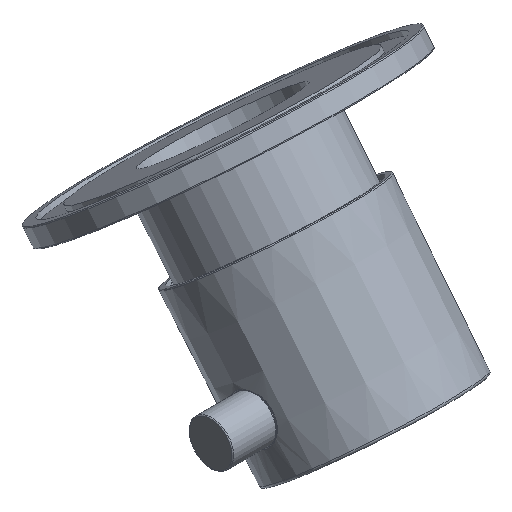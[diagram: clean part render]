
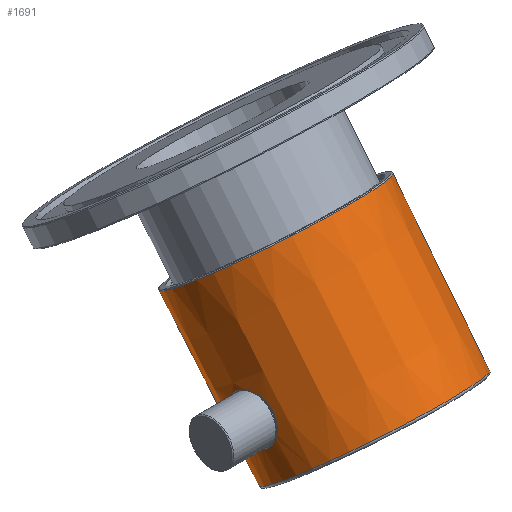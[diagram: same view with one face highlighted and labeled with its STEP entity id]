
A CAD part, isometric view. The second image highlights one B-rep face of the part: STEP entity #1691.
In plain terms, the highlighted conical face has half-angle 0.5 degrees and reference radius 0 mm.
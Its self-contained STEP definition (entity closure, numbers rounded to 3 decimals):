
#29=CONICAL_SURFACE('',#1835,0.,0.009);
#130=B_SPLINE_CURVE_WITH_KNOTS('',3,(#2956,#2957,#2958,#2959,#2960,#2961,
#2962),.UNSPECIFIED.,.F.,.F.,(4,1,1,1,4),(0.,0.002,0.003,
0.005,0.006),.UNSPECIFIED.);
#131=B_SPLINE_CURVE_WITH_KNOTS('',3,(#2965,#2966,#2967,#2968,#2969,#2970,
#2971),.UNSPECIFIED.,.F.,.F.,(4,1,1,1,4),(0.029,0.031,
0.034,0.036,0.039),.UNSPECIFIED.);
#132=B_SPLINE_CURVE_WITH_KNOTS('',3,(#2973,#2974,#2975,#2976,#2977,#2978),
 .UNSPECIFIED.,.F.,.F.,(4,1,1,4),(0.,0.003,0.005,
0.006),.UNSPECIFIED.);
#133=B_SPLINE_CURVE_WITH_KNOTS('',3,(#2980,#2981,#2982,#2983,#2984,#2985,
#2986),.UNSPECIFIED.,.F.,.F.,(4,1,1,1,4),(0.011,0.014,
0.017,0.02,0.022),.UNSPECIFIED.);
#404=ORIENTED_EDGE('',*,*,#673,.T.);
#405=ORIENTED_EDGE('',*,*,#674,.T.);
#406=ORIENTED_EDGE('',*,*,#675,.T.);
#407=ORIENTED_EDGE('',*,*,#676,.T.);
#408=ORIENTED_EDGE('',*,*,#677,.T.);
#409=ORIENTED_EDGE('',*,*,#678,.F.);
#673=EDGE_CURVE('',#825,#826,#130,.T.);
#674=EDGE_CURVE('',#826,#827,#131,.T.);
#675=EDGE_CURVE('',#827,#828,#132,.T.);
#676=EDGE_CURVE('',#828,#825,#133,.T.);
#677=EDGE_CURVE('',#829,#829,#927,.T.);
#678=EDGE_CURVE('',#830,#830,#928,.F.);
#825=VERTEX_POINT('',#2963);
#826=VERTEX_POINT('',#2964);
#827=VERTEX_POINT('',#2972);
#828=VERTEX_POINT('',#2979);
#829=VERTEX_POINT('',#2988);
#830=VERTEX_POINT('',#2990);
#927=CIRCLE('',#1836,20.998);
#928=CIRCLE('',#1837,20.69);
#1056=EDGE_LOOP('',(#404,#405,#406,#407));
#1057=EDGE_LOOP('',(#408));
#1058=EDGE_LOOP('',(#409));
#1226=FACE_BOUND('',#1056,.T.);
#1227=FACE_BOUND('',#1057,.T.);
#1228=FACE_BOUND('',#1058,.T.);
#1691=ADVANCED_FACE('',(#1226,#1227,#1228),#29,.T.);
#1835=AXIS2_PLACEMENT_3D('',#2955,#2125,#2126);
#1836=AXIS2_PLACEMENT_3D('',#2987,#2127,#2128);
#1837=AXIS2_PLACEMENT_3D('',#2989,#2129,#2130);
#2125=DIRECTION('',(0.,-1.,0.));
#2126=DIRECTION('',(0.,0.,-1.));
#2127=DIRECTION('',(0.,1.,0.));
#2128=DIRECTION('',(0.,0.,1.));
#2129=DIRECTION('',(0.,-1.,0.));
#2130=DIRECTION('',(0.,0.,-1.));
#2955=CARTESIAN_POINT('',(0.,2406.362,0.));
#2956=CARTESIAN_POINT('',(-4.6,21.793,20.295));
#2957=CARTESIAN_POINT('',(-4.861,22.228,20.232));
#2958=CARTESIAN_POINT('',(-5.204,23.197,20.136));
#2959=CARTESIAN_POINT('',(-5.281,24.716,20.102));
#2960=CARTESIAN_POINT('',(-5.083,26.226,20.141));
#2961=CARTESIAN_POINT('',(-4.66,27.156,20.236));
#2962=CARTESIAN_POINT('',(-4.364,27.569,20.296));
#2963=CARTESIAN_POINT('',(-4.6,21.793,20.295));
#2964=CARTESIAN_POINT('',(-4.364,27.569,20.296));
#2965=CARTESIAN_POINT('',(-4.364,27.569,20.296));
#2966=CARTESIAN_POINT('',(-3.873,28.254,20.395));
#2967=CARTESIAN_POINT('',(-2.557,29.389,20.63));
#2968=CARTESIAN_POINT('',(-0.001,30.008,20.795));
#2969=CARTESIAN_POINT('',(2.555,29.391,20.63));
#2970=CARTESIAN_POINT('',(3.873,28.254,20.395));
#2971=CARTESIAN_POINT('',(4.364,27.569,20.296));
#2972=CARTESIAN_POINT('',(4.364,27.569,20.296));
#2973=CARTESIAN_POINT('',(4.364,27.569,20.296));
#2974=CARTESIAN_POINT('',(4.954,26.746,20.176));
#2975=CARTESIAN_POINT('',(5.309,25.216,20.089));
#2976=CARTESIAN_POINT('',(5.204,23.202,20.137));
#2977=CARTESIAN_POINT('',(4.861,22.228,20.232));
#2978=CARTESIAN_POINT('',(4.6,21.793,20.295));
#2979=CARTESIAN_POINT('',(4.6,21.793,20.295));
#2980=CARTESIAN_POINT('',(4.6,21.793,20.295));
#2981=CARTESIAN_POINT('',(4.128,21.007,20.409));
#2982=CARTESIAN_POINT('',(2.77,19.687,20.694));
#2983=CARTESIAN_POINT('',(-0.002,18.958,20.902));
#2984=CARTESIAN_POINT('',(-2.771,19.689,20.694));
#2985=CARTESIAN_POINT('',(-4.126,21.004,20.409));
#2986=CARTESIAN_POINT('',(-4.6,21.793,20.295));
#2987=CARTESIAN_POINT('',(0.,0.202,0.));
#2988=CARTESIAN_POINT('',(0.,0.202,20.998));
#2989=CARTESIAN_POINT('',(0.,35.504,0.));
#2990=CARTESIAN_POINT('',(0.,35.504,-20.69));
